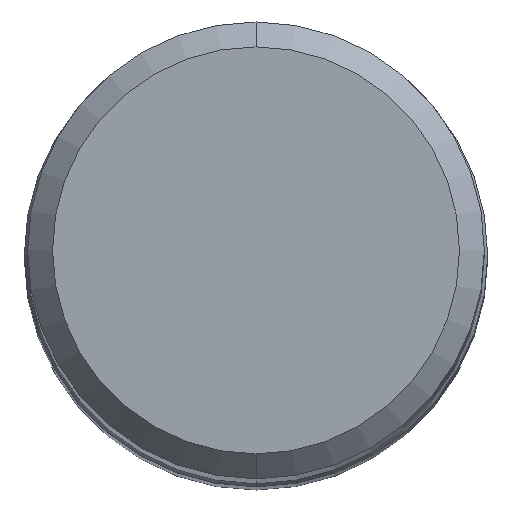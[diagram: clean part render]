
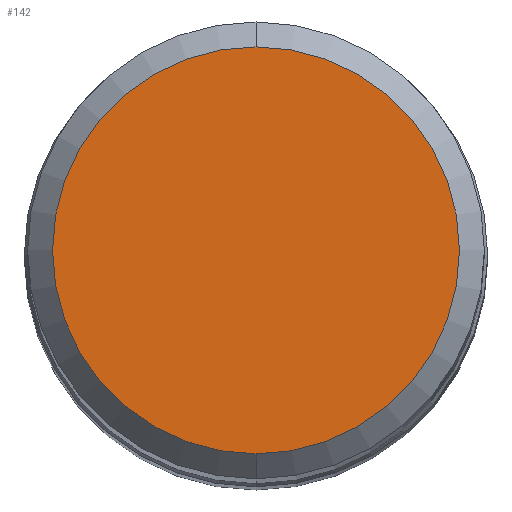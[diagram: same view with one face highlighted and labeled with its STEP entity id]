
A CAD part, top view. The second image highlights one B-rep face of the part: STEP entity #142.
In plain terms, the highlighted planar face has unit normal (0, 0, 1).
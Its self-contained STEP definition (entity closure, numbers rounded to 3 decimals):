
#142=ADVANCED_FACE('',(#351),#352,.T.);
#186=VERTEX_POINT('',#399);
#190=EDGE_CURVE('',#306,#186,#403,.T.);
#192=EDGE_CURVE('',#186,#306,#405,.T.);
#306=VERTEX_POINT('',#535);
#351=FACE_OUTER_BOUND('',#577,.T.);
#352=PLANE('',#578);
#399=CARTESIAN_POINT('',(0.,-4.9,61.21));
#403=CIRCLE('',#646,4.9);
#405=CIRCLE('',#649,4.9);
#535=CARTESIAN_POINT('',(0.0,4.9,61.21));
#577=EDGE_LOOP('',(#867,#868));
#578=AXIS2_PLACEMENT_3D('',#869,#870,#871);
#646=AXIS2_PLACEMENT_3D('',#919,#920,#921);
#649=AXIS2_PLACEMENT_3D('',#922,#923,#924);
#867=ORIENTED_EDGE('',*,*,#190,.F.);
#868=ORIENTED_EDGE('',*,*,#192,.F.);
#869=CARTESIAN_POINT('',(0.0,2.45,61.21));
#870=DIRECTION('',(-0.0,0.0,1.0));
#871=DIRECTION('',(0.0,-1.0,0.0));
#919=CARTESIAN_POINT('',(0.0,0.0,61.21));
#920=DIRECTION('',(0.0,0.0,-1.0));
#921=DIRECTION('',(0.0,1.0,0.0));
#922=CARTESIAN_POINT('',(0.0,0.0,61.21));
#923=DIRECTION('',(0.0,0.0,-1.0));
#924=DIRECTION('',(0.0,1.0,0.0));
